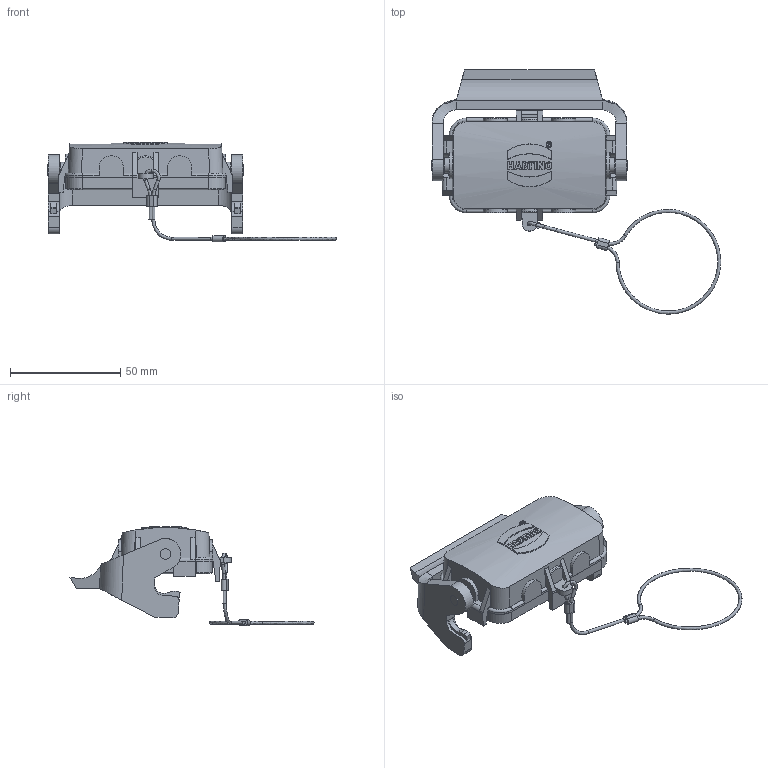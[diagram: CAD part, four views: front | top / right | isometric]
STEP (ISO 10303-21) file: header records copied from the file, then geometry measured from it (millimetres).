
FILE_DESCRIPTION(/* description */ (''),/* implementation_level */ '2;1');
FILE_NAME(/* name */ '100539844ugm000_d.stp',/* time_stamp */ '2019-09-06T10:28:51+02:00',/* author */ (''),/* organization */ (''),/* preprocessor_version */ 'ST-DEVELOPER v16.7',/* originating_system */ 'SIEMENS PLM Software NX 12.0',/* authorisation */ '');
FILE_SCHEMA (('AUTOMOTIVE_DESIGN { 1 0 10303 214 3 1 1 1 }'));
Length unit declared in the file: millimetre
Products named in the file (1): 100539844ugm000_d
Bounding box: 131.14 x 110.61 x 45.05 mm (x, y, z)
Volume: 35656.3 mm3; surface area: 25021.8 mm2
Topology: 2 solids, 2 shells, 382 faces, 1040 edges, 683 vertices
Faces by surface type: plane 199, cylinder 91, bspline 78, torus 8, cone 6
Full cylindrical faces by diameter (mm): 4.8 x2, 7 x2
Entity records: 16781 total; most frequent: CARTESIAN_POINT 5808, ORIENTED_EDGE 2012, DIRECTION 1558, EDGE_CURVE 1006, VERTEX_POINT 674, LINE 580, VECTOR 580, AXIS2_PLACEMENT_3D 489
